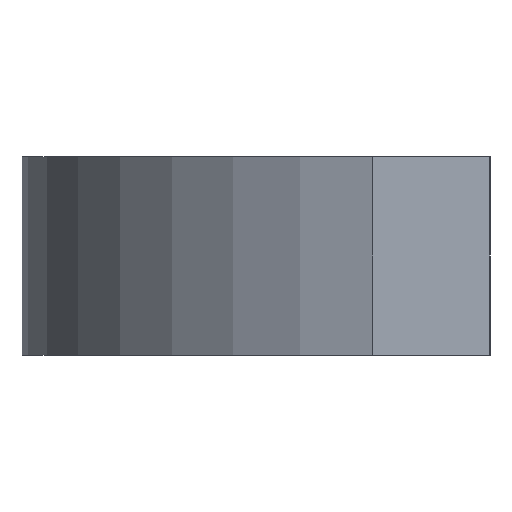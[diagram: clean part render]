
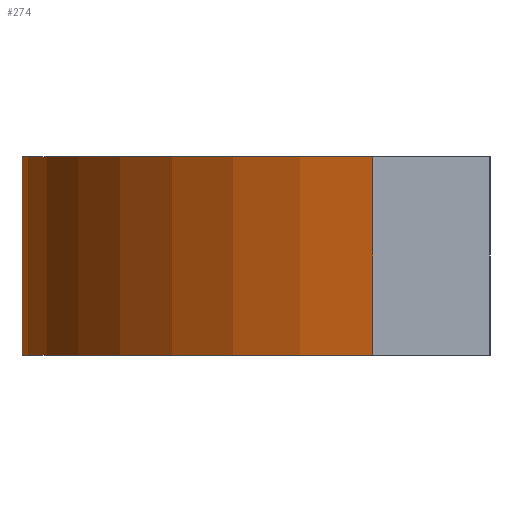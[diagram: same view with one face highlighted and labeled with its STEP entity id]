
A CAD part, left-side view. The second image highlights one B-rep face of the part: STEP entity #274.
In plain terms, the highlighted cylindrical face has radius 40 mm (diameter 80 mm), a partial arc.
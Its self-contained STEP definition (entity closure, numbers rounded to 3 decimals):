
#20 = DIRECTION ( 'NONE',  ( 1., 0., 0. ) ) ;
#88 = VECTOR ( 'NONE', #615, 1000. ) ;
#97 = DIRECTION ( 'NONE',  ( 0., 0., 1. ) ) ;
#122 = EDGE_CURVE ( 'NONE', #285, #633, #605, .T. ) ;
#123 = CARTESIAN_POINT ( 'NONE',  ( -38.73, 10., 0. ) ) ;
#128 = FACE_OUTER_BOUND ( 'NONE', #599, .T. ) ;
#129 = CARTESIAN_POINT ( 'NONE',  ( -38.73, 10., 17. ) ) ;
#167 = LINE ( 'NONE', #129, #88 ) ;
#170 = CARTESIAN_POINT ( 'NONE',  ( 0., 0., 17. ) ) ;
#175 = AXIS2_PLACEMENT_3D ( 'NONE', #170, #328, #575 ) ;
#180 = EDGE_CURVE ( 'NONE', #285, #257, #227, .T. ) ;
#223 = CARTESIAN_POINT ( 'NONE',  ( 38.73, 10., 17. ) ) ;
#227 = CIRCLE ( 'NONE', #389, 40. ) ;
#228 = CARTESIAN_POINT ( 'NONE',  ( 38.73, 10., 0. ) ) ;
#257 = VERTEX_POINT ( 'NONE', #616 ) ;
#259 = VECTOR ( 'NONE', #515, 1000. ) ;
#274 = ADVANCED_FACE ( 'NONE', ( #128 ), #526, .T. ) ;
#285 = VERTEX_POINT ( 'NONE', #223 ) ;
#297 = DIRECTION ( 'NONE',  ( 1., 0., 0. ) ) ;
#324 = ORIENTED_EDGE ( 'NONE', *, *, #569, .F. ) ;
#328 = DIRECTION ( 'NONE',  ( 0., 0., -1. ) ) ;
#376 = EDGE_CURVE ( 'NONE', #633, #597, #422, .T. ) ;
#389 = AXIS2_PLACEMENT_3D ( 'NONE', #521, #627, #20 ) ;
#395 = ORIENTED_EDGE ( 'NONE', *, *, #122, .T. ) ;
#399 = AXIS2_PLACEMENT_3D ( 'NONE', #594, #97, #297 ) ;
#422 = CIRCLE ( 'NONE', #399, 40. ) ;
#500 = CARTESIAN_POINT ( 'NONE',  ( 38.73, 10., 17. ) ) ;
#515 = DIRECTION ( 'NONE',  ( 0., 0., -1. ) ) ;
#521 = CARTESIAN_POINT ( 'NONE',  ( 0., 0., 17. ) ) ;
#526 = CYLINDRICAL_SURFACE ( 'NONE', #175, 40. ) ;
#542 = ORIENTED_EDGE ( 'NONE', *, *, #180, .F. ) ;
#569 = EDGE_CURVE ( 'NONE', #257, #597, #167, .T. ) ;
#575 = DIRECTION ( 'NONE',  ( -1., 0., 0. ) ) ;
#594 = CARTESIAN_POINT ( 'NONE',  ( 0., 0., 0. ) ) ;
#597 = VERTEX_POINT ( 'NONE', #123 ) ;
#599 = EDGE_LOOP ( 'NONE', ( #617, #324, #542, #395 ) ) ;
#605 = LINE ( 'NONE', #500, #259 ) ;
#615 = DIRECTION ( 'NONE',  ( 0., 0., -1. ) ) ;
#616 = CARTESIAN_POINT ( 'NONE',  ( -38.73, 10., 17. ) ) ;
#617 = ORIENTED_EDGE ( 'NONE', *, *, #376, .T. ) ;
#627 = DIRECTION ( 'NONE',  ( 0., 0., 1. ) ) ;
#633 = VERTEX_POINT ( 'NONE', #228 ) ;
